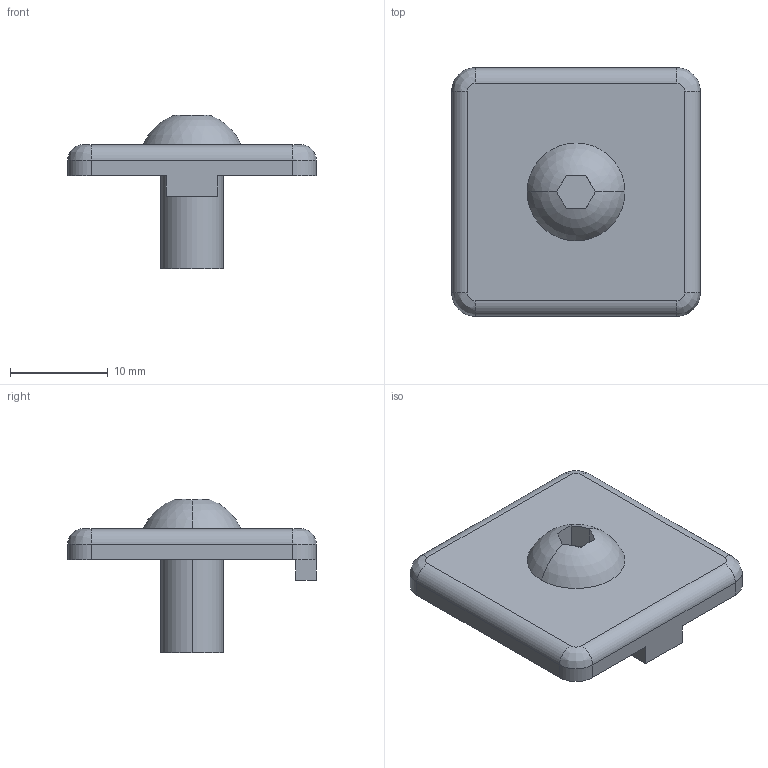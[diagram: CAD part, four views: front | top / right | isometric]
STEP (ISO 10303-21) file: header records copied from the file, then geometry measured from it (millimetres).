
FILE_DESCRIPTION((''),'2;1');
FILE_NAME('10AC7630.stp','2015-07-02T14:24:25',(''),(''),'Mechanical Desktop 2011','Mechanical Desktop 2011',', , ');
FILE_SCHEMA(('AUTOMOTIVE_DESIGN { 1 2 10303 214 1 1 1 1 }'));
Length unit declared in the file: inch
Products named in the file (1): Product
Bounding box: 25.4 x 25.4 x 15.71 mm (x, y, z)
Volume: 2413.9 mm3; surface area: 2022.7 mm2
Topology: 2 solids, 2 shells, 37 faces, 87 edges, 55 vertices
Faces by surface type: bspline 15, plane 15, cylinder 5, sphere 2
Entity records: 1376 total; most frequent: CARTESIAN_POINT 487, ORIENTED_EDGE 174, DIRECTION 172, EDGE_CURVE 87, AXIS2_PLACEMENT_3D 62, VERTEX_POINT 55, VECTOR 48, LINE 48
